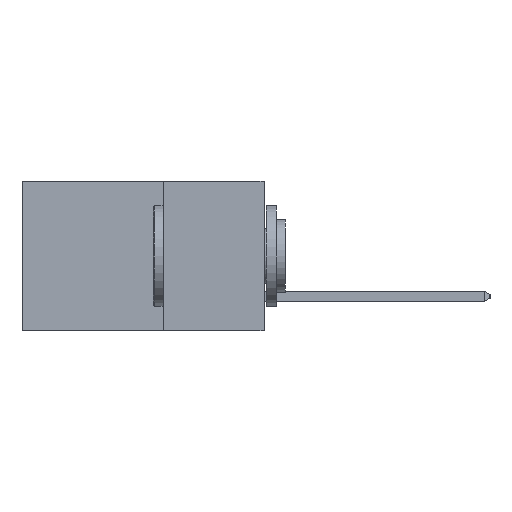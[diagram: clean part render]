
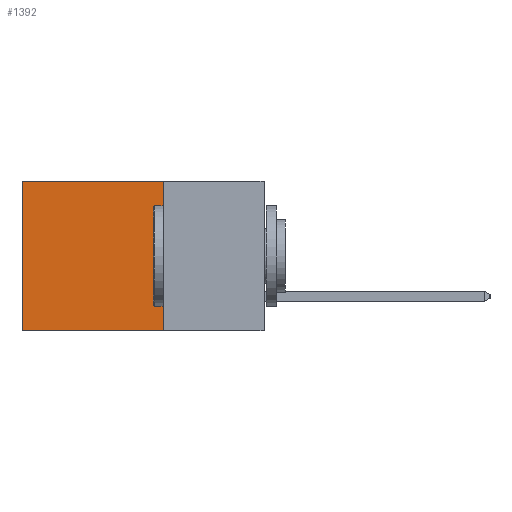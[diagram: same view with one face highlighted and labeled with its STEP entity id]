
A CAD part, left-side view. The second image highlights one B-rep face of the part: STEP entity #1392.
In plain terms, the highlighted planar face has unit normal (-1, 0, 0).
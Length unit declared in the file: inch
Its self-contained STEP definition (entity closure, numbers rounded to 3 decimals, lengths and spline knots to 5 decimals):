
#118 = DIRECTION ( 'NONE',  ( 0., 0., -1. ) ) ;
#1358 = CARTESIAN_POINT ( 'NONE',  ( 0.2615, 0.25, 0. ) ) ;
#1392 = ADVANCED_FACE ( 'NONE', ( #6312 ), #14391, .F. ) ;
#2049 = DIRECTION ( 'NONE',  ( 0., 0., -1. ) ) ;
#2744 = LINE ( 'NONE', #14531, #9518 ) ;
#2868 = LINE ( 'NONE', #7614, #4842 ) ;
#3041 = LINE ( 'NONE', #4614, #6777 ) ;
#3186 = ORIENTED_EDGE ( 'NONE', *, *, #4000, .F. ) ;
#3782 = DIRECTION ( 'NONE',  ( 0., 1., 0. ) ) ;
#4000 = EDGE_CURVE ( 'NONE', #16550, #7921, #2744, .T. ) ;
#4293 = ORIENTED_EDGE ( 'NONE', *, *, #11885, .T. ) ;
#4614 = CARTESIAN_POINT ( 'NONE',  ( 0.2615, 0.25, 0. ) ) ;
#4842 = VECTOR ( 'NONE', #2049, 39.37008 ) ;
#4925 = VERTEX_POINT ( 'NONE', #14052 ) ;
#5635 = EDGE_LOOP ( 'NONE', ( #11088, #10483, #3186, #4293 ) ) ;
#6312 = FACE_OUTER_BOUND ( 'NONE', #5635, .T. ) ;
#6381 = AXIS2_PLACEMENT_3D ( 'NONE', #15689, #15086, #118 ) ;
#6777 = VECTOR ( 'NONE', #11193, 39.37008 ) ;
#7614 = CARTESIAN_POINT ( 'NONE',  ( 0.2615, 0.6, -0.37 ) ) ;
#7921 = VERTEX_POINT ( 'NONE', #10874 ) ;
#9163 = CARTESIAN_POINT ( 'NONE',  ( 0.2615, 0.25, -0.37 ) ) ;
#9518 = VECTOR ( 'NONE', #14384, 39.37008 ) ;
#10302 = VERTEX_POINT ( 'NONE', #14288 ) ;
#10483 = ORIENTED_EDGE ( 'NONE', *, *, #16338, .F. ) ;
#10874 = CARTESIAN_POINT ( 'NONE',  ( 0.2615, 0.25, -0.37 ) ) ;
#11088 = ORIENTED_EDGE ( 'NONE', *, *, #14951, .T. ) ;
#11193 = DIRECTION ( 'NONE',  ( 0., 1., 0. ) ) ;
#11885 = EDGE_CURVE ( 'NONE', #16550, #4925, #3041, .T. ) ;
#12219 = VECTOR ( 'NONE', #3782, 39.37008 ) ;
#14052 = CARTESIAN_POINT ( 'NONE',  ( 0.2615, 0.6, 0. ) ) ;
#14288 = CARTESIAN_POINT ( 'NONE',  ( 0.2615, 0.6, -0.37 ) ) ;
#14384 = DIRECTION ( 'NONE',  ( 0., 0., -1. ) ) ;
#14391 = PLANE ( 'NONE',  #6381 ) ;
#14531 = CARTESIAN_POINT ( 'NONE',  ( 0.2615, 0.25, -0.37 ) ) ;
#14951 = EDGE_CURVE ( 'NONE', #4925, #10302, #2868, .T. ) ;
#15086 = DIRECTION ( 'NONE',  ( 1., 0., 0. ) ) ;
#15607 = LINE ( 'NONE', #9163, #12219 ) ;
#15689 = CARTESIAN_POINT ( 'NONE',  ( 0.2615, 0.25, -0.37 ) ) ;
#16338 = EDGE_CURVE ( 'NONE', #7921, #10302, #15607, .T. ) ;
#16550 = VERTEX_POINT ( 'NONE', #1358 ) ;
